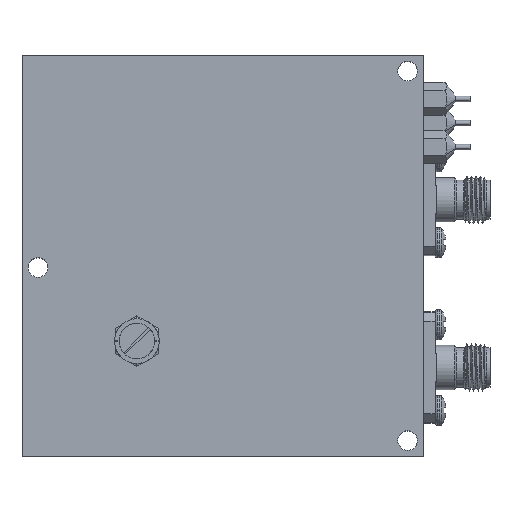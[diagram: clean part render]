
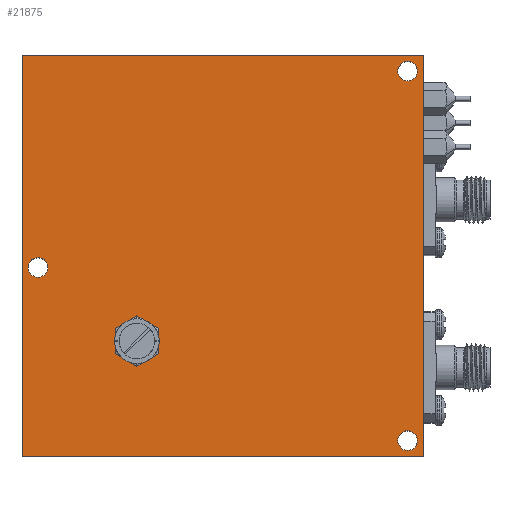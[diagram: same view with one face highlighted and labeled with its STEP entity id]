
A CAD part, top view. The second image highlights one B-rep face of the part: STEP entity #21875.
In plain terms, the highlighted planar face has unit normal (0, 0, 1).
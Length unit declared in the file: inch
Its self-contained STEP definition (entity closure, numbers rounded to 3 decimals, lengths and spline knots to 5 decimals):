
#462 = CARTESIAN_POINT ( 'NONE',  ( -0.98, -0.065, 0.67 ) ) ;
#549 = CARTESIAN_POINT ( 'NONE',  ( -1.125, 1.125, 0.67 ) ) ;
#589 = CARTESIAN_POINT ( 'NONE',  ( 1.035, 1.035, 0.67 ) ) ;
#712 = FACE_OUTER_BOUND ( 'NONE', #22934, .T. ) ;
#788 = VERTEX_POINT ( 'NONE', #9705 ) ;
#797 = AXIS2_PLACEMENT_3D ( 'NONE', #4648, #18851, #21073 ) ;
#827 = ORIENTED_EDGE ( 'NONE', *, *, #6688, .T. ) ;
#1104 = CARTESIAN_POINT ( 'NONE',  ( 1.125, -1.125, 0.67 ) ) ;
#2258 = CARTESIAN_POINT ( 'NONE',  ( 1.125, 1.125, 0.67 ) ) ;
#2431 = LINE ( 'NONE', #1104, #5972 ) ;
#2742 = ORIENTED_EDGE ( 'NONE', *, *, #23184, .T. ) ;
#2759 = CARTESIAN_POINT ( 'NONE',  ( -1.035, -0.065, 0.67 ) ) ;
#3531 = VERTEX_POINT ( 'NONE', #19700 ) ;
#3808 = CARTESIAN_POINT ( 'NONE',  ( -1.09, -0.065, 0.67 ) ) ;
#4261 = CIRCLE ( 'NONE', #23628, 0.055 ) ;
#4648 = CARTESIAN_POINT ( 'NONE',  ( -1.035, -0.065, 0.67 ) ) ;
#4767 = CARTESIAN_POINT ( 'NONE',  ( 1.125, -1.125, 0.67 ) ) ;
#5314 = AXIS2_PLACEMENT_3D ( 'NONE', #20462, #16425, #20555 ) ;
#5782 = CARTESIAN_POINT ( 'NONE',  ( 0.98, -1.035, 0.67 ) ) ;
#5922 = LINE ( 'NONE', #6937, #20047 ) ;
#5972 = VECTOR ( 'NONE', #15448, 39.37008 ) ;
#6411 = ORIENTED_EDGE ( 'NONE', *, *, #11720, .F. ) ;
#6615 = AXIS2_PLACEMENT_3D ( 'NONE', #589, #23495, #15314 ) ;
#6688 = EDGE_CURVE ( 'NONE', #25677, #13707, #18850, .T. ) ;
#6874 = EDGE_LOOP ( 'NONE', ( #6411, #19618 ) ) ;
#6883 = DIRECTION ( 'NONE',  ( -1., 0., 0. ) ) ;
#6937 = CARTESIAN_POINT ( 'NONE',  ( -1.125, -1.125, 0.67 ) ) ;
#7908 = VECTOR ( 'NONE', #24664, 39.37008 ) ;
#8062 = CIRCLE ( 'NONE', #24468, 0.055 ) ;
#8134 = FACE_BOUND ( 'NONE', #9144, .T. ) ;
#8351 = DIRECTION ( 'NONE',  ( 1., 0., 0. ) ) ;
#8576 = EDGE_CURVE ( 'NONE', #15516, #10573, #21635, .T. ) ;
#9050 = EDGE_CURVE ( 'NONE', #25040, #19640, #4261, .T. ) ;
#9129 = CIRCLE ( 'NONE', #5314, 0.055 ) ;
#9144 = EDGE_LOOP ( 'NONE', ( #20079, #15072 ) ) ;
#9705 = CARTESIAN_POINT ( 'NONE',  ( -1.125, 1.125, 0.67 ) ) ;
#10573 = VERTEX_POINT ( 'NONE', #18751 ) ;
#11720 = EDGE_CURVE ( 'NONE', #19640, #25040, #12872, .T. ) ;
#11741 = CARTESIAN_POINT ( 'NONE',  ( 1.09, -1.035, 0.67 ) ) ;
#12430 = AXIS2_PLACEMENT_3D ( 'NONE', #13859, #15919, #20058 ) ;
#12672 = DIRECTION ( 'NONE',  ( 0., 0., 1. ) ) ;
#12872 = CIRCLE ( 'NONE', #797, 0.055 ) ;
#13707 = VERTEX_POINT ( 'NONE', #2258 ) ;
#13859 = CARTESIAN_POINT ( 'NONE',  ( 1.035, -1.035, 0.67 ) ) ;
#14387 = CARTESIAN_POINT ( 'NONE',  ( 0., 0., 0.67 ) ) ;
#14510 = CARTESIAN_POINT ( 'NONE',  ( 1.125, 1.125, 0.67 ) ) ;
#14548 = ORIENTED_EDGE ( 'NONE', *, *, #24964, .F. ) ;
#15072 = ORIENTED_EDGE ( 'NONE', *, *, #8576, .F. ) ;
#15314 = DIRECTION ( 'NONE',  ( 1., 0., 0. ) ) ;
#15448 = DIRECTION ( 'NONE',  ( 1., 0., 0. ) ) ;
#15516 = VERTEX_POINT ( 'NONE', #16075 ) ;
#15919 = DIRECTION ( 'NONE',  ( 0., 0., 1. ) ) ;
#16061 = ORIENTED_EDGE ( 'NONE', *, *, #26161, .F. ) ;
#16075 = CARTESIAN_POINT ( 'NONE',  ( 0.98, 1.035, 0.67 ) ) ;
#16126 = CIRCLE ( 'NONE', #12430, 0.055 ) ;
#16425 = DIRECTION ( 'NONE',  ( 0., 0., 1. ) ) ;
#16427 = AXIS2_PLACEMENT_3D ( 'NONE', #14387, #18618, #22649 ) ;
#16921 = VERTEX_POINT ( 'NONE', #11741 ) ;
#17121 = FACE_BOUND ( 'NONE', #6874, .T. ) ;
#17130 = DIRECTION ( 'NONE',  ( 0., 0., 1. ) ) ;
#18618 = DIRECTION ( 'NONE',  ( 0., 0., -1. ) ) ;
#18751 = CARTESIAN_POINT ( 'NONE',  ( 1.09, 1.035, 0.67 ) ) ;
#18821 = LINE ( 'NONE', #549, #24261 ) ;
#18850 = LINE ( 'NONE', #14510, #7908 ) ;
#18851 = DIRECTION ( 'NONE',  ( 0., 0., 1. ) ) ;
#18915 = EDGE_CURVE ( 'NONE', #3531, #25677, #2431, .T. ) ;
#19148 = DIRECTION ( 'NONE',  ( 0., -1., 0. ) ) ;
#19618 = ORIENTED_EDGE ( 'NONE', *, *, #9050, .F. ) ;
#19629 = EDGE_CURVE ( 'NONE', #13707, #788, #18821, .T. ) ;
#19640 = VERTEX_POINT ( 'NONE', #462 ) ;
#19700 = CARTESIAN_POINT ( 'NONE',  ( -1.125, -1.125, 0.67 ) ) ;
#19982 = ORIENTED_EDGE ( 'NONE', *, *, #19629, .T. ) ;
#20047 = VECTOR ( 'NONE', #19148, 39.37008 ) ;
#20058 = DIRECTION ( 'NONE',  ( 1., 0., 0. ) ) ;
#20079 = ORIENTED_EDGE ( 'NONE', *, *, #24078, .F. ) ;
#20462 = CARTESIAN_POINT ( 'NONE',  ( 1.035, 1.035, 0.67 ) ) ;
#20555 = DIRECTION ( 'NONE',  ( 1., 0., 0. ) ) ;
#20654 = ORIENTED_EDGE ( 'NONE', *, *, #18915, .T. ) ;
#20896 = DIRECTION ( 'NONE',  ( 1., 0., 0. ) ) ;
#21073 = DIRECTION ( 'NONE',  ( 1., 0., 0. ) ) ;
#21188 = EDGE_LOOP ( 'NONE', ( #14548, #16061 ) ) ;
#21297 = FACE_BOUND ( 'NONE', #21188, .T. ) ;
#21635 = CIRCLE ( 'NONE', #6615, 0.055 ) ;
#21841 = VERTEX_POINT ( 'NONE', #5782 ) ;
#21875 = ADVANCED_FACE ( 'NONE', ( #8134, #21297, #17121, #712 ), #24276, .F. ) ;
#22649 = DIRECTION ( 'NONE',  ( -1., 0., 0. ) ) ;
#22934 = EDGE_LOOP ( 'NONE', ( #19982, #2742, #20654, #827 ) ) ;
#23184 = EDGE_CURVE ( 'NONE', #788, #3531, #5922, .T. ) ;
#23495 = DIRECTION ( 'NONE',  ( 0., 0., 1. ) ) ;
#23628 = AXIS2_PLACEMENT_3D ( 'NONE', #2759, #17130, #20896 ) ;
#24078 = EDGE_CURVE ( 'NONE', #10573, #15516, #9129, .T. ) ;
#24261 = VECTOR ( 'NONE', #6883, 39.37008 ) ;
#24276 = PLANE ( 'NONE',  #16427 ) ;
#24468 = AXIS2_PLACEMENT_3D ( 'NONE', #24777, #12672, #8351 ) ;
#24664 = DIRECTION ( 'NONE',  ( 0., 1., 0. ) ) ;
#24777 = CARTESIAN_POINT ( 'NONE',  ( 1.035, -1.035, 0.67 ) ) ;
#24964 = EDGE_CURVE ( 'NONE', #16921, #21841, #16126, .T. ) ;
#25040 = VERTEX_POINT ( 'NONE', #3808 ) ;
#25677 = VERTEX_POINT ( 'NONE', #4767 ) ;
#26161 = EDGE_CURVE ( 'NONE', #21841, #16921, #8062, .T. ) ;
